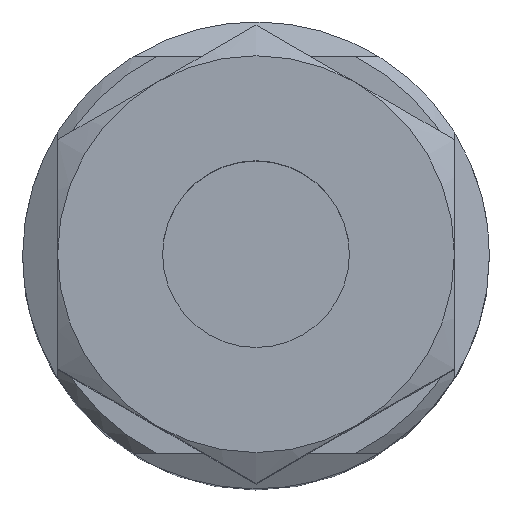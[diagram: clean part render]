
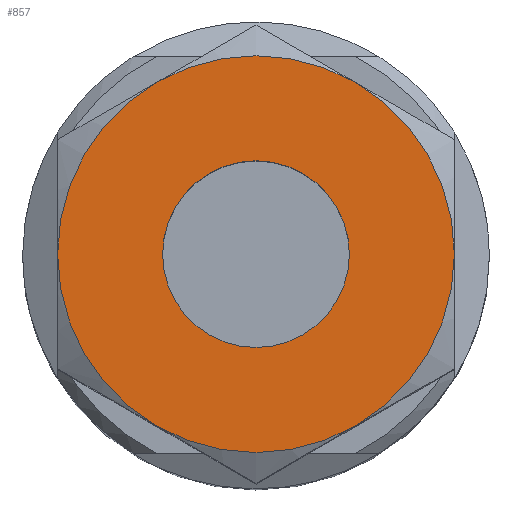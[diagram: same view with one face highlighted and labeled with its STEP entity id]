
A CAD part, top view. The second image highlights one B-rep face of the part: STEP entity #857.
In plain terms, the highlighted planar face has unit normal (0, 0, 1).
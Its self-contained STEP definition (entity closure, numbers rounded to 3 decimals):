
#20 = DIRECTION ( 'NONE',  ( 1., 0., 0. ) ) ;
#29 = AXIS2_PLACEMENT_3D ( 'NONE', #158, #728, #2251 ) ;
#110 = CARTESIAN_POINT ( 'NONE',  ( 4.25, -7.361, 14. ) ) ;
#140 = CIRCLE ( 'NONE', #496, 8.5 ) ;
#154 = ORIENTED_EDGE ( 'NONE', *, *, #571, .T. ) ;
#158 = CARTESIAN_POINT ( 'NONE',  ( 0., 0., 14. ) ) ;
#181 = DIRECTION ( 'NONE',  ( 0., 0., 1. ) ) ;
#200 = CIRCLE ( 'NONE', #526, 8.5 ) ;
#345 = CARTESIAN_POINT ( 'NONE',  ( 0., 0., 14. ) ) ;
#361 = VERTEX_POINT ( 'NONE', #1984 ) ;
#388 = CARTESIAN_POINT ( 'NONE',  ( 0., 0., 14. ) ) ;
#421 = VERTEX_POINT ( 'NONE', #110 ) ;
#436 = EDGE_CURVE ( 'NONE', #788, #1848, #1977, .T. ) ;
#437 = AXIS2_PLACEMENT_3D ( 'NONE', #807, #2255, #20 ) ;
#496 = AXIS2_PLACEMENT_3D ( 'NONE', #1499, #1294, #2422 ) ;
#506 = CARTESIAN_POINT ( 'NONE',  ( 0., 0., 14. ) ) ;
#518 = AXIS2_PLACEMENT_3D ( 'NONE', #2393, #1238, #2012 ) ;
#526 = AXIS2_PLACEMENT_3D ( 'NONE', #388, #620, #2124 ) ;
#555 = DIRECTION ( 'NONE',  ( 1., 0., 0. ) ) ;
#562 = AXIS2_PLACEMENT_3D ( 'NONE', #717, #748, #2264 ) ;
#571 = EDGE_CURVE ( 'NONE', #1888, #421, #140, .T. ) ;
#584 = EDGE_CURVE ( 'NONE', #361, #788, #1773, .T. ) ;
#610 = ORIENTED_EDGE ( 'NONE', *, *, #436, .T. ) ;
#619 = EDGE_CURVE ( 'NONE', #1230, #1888, #2176, .T. ) ;
#620 = DIRECTION ( 'NONE',  ( 0., 0., 1. ) ) ;
#640 = FACE_OUTER_BOUND ( 'NONE', #930, .T. ) ;
#711 = CARTESIAN_POINT ( 'NONE',  ( -4., 0., 14. ) ) ;
#717 = CARTESIAN_POINT ( 'NONE',  ( 0., 0., 14. ) ) ;
#722 = ORIENTED_EDGE ( 'NONE', *, *, #932, .F. ) ;
#725 = CIRCLE ( 'NONE', #437, 8.5 ) ;
#728 = DIRECTION ( 'NONE',  ( 0., 0., 1. ) ) ;
#748 = DIRECTION ( 'NONE',  ( 0., 0., 1. ) ) ;
#788 = VERTEX_POINT ( 'NONE', #862 ) ;
#807 = CARTESIAN_POINT ( 'NONE',  ( 0., 0., 14. ) ) ;
#855 = DIRECTION ( 'NONE',  ( 1., 0., 0. ) ) ;
#857 = ADVANCED_FACE ( 'NONE', ( #1623, #640 ), #2196, .T. ) ;
#862 = CARTESIAN_POINT ( 'NONE',  ( 4.25, 7.361, 14. ) ) ;
#881 = DIRECTION ( 'NONE',  ( 0., 0., 1. ) ) ;
#930 = EDGE_LOOP ( 'NONE', ( #2115, #1579, #610, #1096, #982, #154 ) ) ;
#932 = EDGE_CURVE ( 'NONE', #1538, #1307, #996, .T. ) ;
#982 = ORIENTED_EDGE ( 'NONE', *, *, #619, .T. ) ;
#996 = CIRCLE ( 'NONE', #2241, 4. ) ;
#1096 = ORIENTED_EDGE ( 'NONE', *, *, #2271, .T. ) ;
#1099 = CARTESIAN_POINT ( 'NONE',  ( 4., 0., 14. ) ) ;
#1154 = CARTESIAN_POINT ( 'NONE',  ( -8.5, 0., 14. ) ) ;
#1230 = VERTEX_POINT ( 'NONE', #1154 ) ;
#1238 = DIRECTION ( 'NONE',  ( 0., 0., 1. ) ) ;
#1294 = DIRECTION ( 'NONE',  ( 0., 0., 1. ) ) ;
#1307 = VERTEX_POINT ( 'NONE', #711 ) ;
#1365 = ORIENTED_EDGE ( 'NONE', *, *, #1737, .F. ) ;
#1399 = DIRECTION ( 'NONE',  ( 1., 0., 0. ) ) ;
#1403 = EDGE_CURVE ( 'NONE', #421, #361, #200, .T. ) ;
#1499 = CARTESIAN_POINT ( 'NONE',  ( 0., 0., 14. ) ) ;
#1505 = EDGE_LOOP ( 'NONE', ( #722, #1365 ) ) ;
#1538 = VERTEX_POINT ( 'NONE', #1099 ) ;
#1579 = ORIENTED_EDGE ( 'NONE', *, *, #584, .T. ) ;
#1623 = FACE_BOUND ( 'NONE', #1505, .T. ) ;
#1737 = EDGE_CURVE ( 'NONE', #1307, #1538, #2363, .T. ) ;
#1773 = CIRCLE ( 'NONE', #1812, 8.5 ) ;
#1804 = DIRECTION ( 'NONE',  ( 0., 0., 1. ) ) ;
#1812 = AXIS2_PLACEMENT_3D ( 'NONE', #345, #181, #555 ) ;
#1848 = VERTEX_POINT ( 'NONE', #2142 ) ;
#1888 = VERTEX_POINT ( 'NONE', #2353 ) ;
#1977 = CIRCLE ( 'NONE', #2343, 8.5 ) ;
#1984 = CARTESIAN_POINT ( 'NONE',  ( 8.5, 0., 14. ) ) ;
#2012 = DIRECTION ( 'NONE',  ( 1., 0., 0. ) ) ;
#2115 = ORIENTED_EDGE ( 'NONE', *, *, #1403, .T. ) ;
#2124 = DIRECTION ( 'NONE',  ( 1., 0., 0. ) ) ;
#2142 = CARTESIAN_POINT ( 'NONE',  ( -4.25, 7.361, 14. ) ) ;
#2175 = CARTESIAN_POINT ( 'NONE',  ( 0., 0., 14. ) ) ;
#2176 = CIRCLE ( 'NONE', #29, 8.5 ) ;
#2196 = PLANE ( 'NONE',  #518 ) ;
#2241 = AXIS2_PLACEMENT_3D ( 'NONE', #2175, #881, #855 ) ;
#2251 = DIRECTION ( 'NONE',  ( 1., 0., 0. ) ) ;
#2255 = DIRECTION ( 'NONE',  ( 0., 0., 1. ) ) ;
#2264 = DIRECTION ( 'NONE',  ( 1., 0., 0. ) ) ;
#2271 = EDGE_CURVE ( 'NONE', #1848, #1230, #725, .T. ) ;
#2343 = AXIS2_PLACEMENT_3D ( 'NONE', #506, #1804, #1399 ) ;
#2353 = CARTESIAN_POINT ( 'NONE',  ( -4.25, -7.361, 14. ) ) ;
#2363 = CIRCLE ( 'NONE', #562, 4. ) ;
#2393 = CARTESIAN_POINT ( 'NONE',  ( -8.5, 14.722, 14. ) ) ;
#2422 = DIRECTION ( 'NONE',  ( 1., 0., 0. ) ) ;
